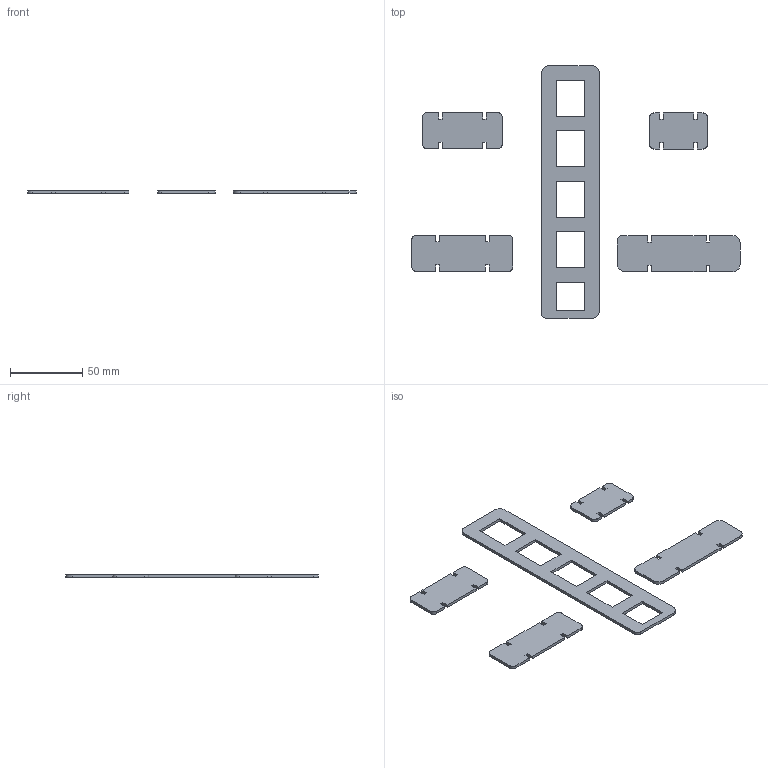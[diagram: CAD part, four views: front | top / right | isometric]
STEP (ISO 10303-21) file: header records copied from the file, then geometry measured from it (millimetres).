
FILE_DESCRIPTION( ( '' ), ' ' );
FILE_NAME( '5cd551334b2e1116ece78dad.step', '2019-05-10T10:23:48', ( '' ), ( '' ), ' ', ' ', ' ' );
FILE_SCHEMA( ( 'AUTOMOTIVE_DESIGN { 1 0 10303 214 1 1 1 1 }' ) );
Length unit declared in the file: metre
Products named in the file (5): Part 5; Part 4; Part 3; Part 2; Part 1
Bounding box: 227.5 x 175 x 2 mm (x, y, z)
Volume: 21241.5 mm3; surface area: 24605.7 mm2
Topology: 5 solids, 5 shells, 134 faces, 372 edges, 248 vertices
Faces by surface type: plane 114, cylinder 20
Entity records: 5384 total; most frequent: CARTESIAN_POINT 759, ORIENTED_EDGE 744, DIRECTION 690, EDGE_CURVE 372, LINE 332, VECTOR 332, VERTEX_POINT 248, AXIS2_PLACEMENT_3D 179
